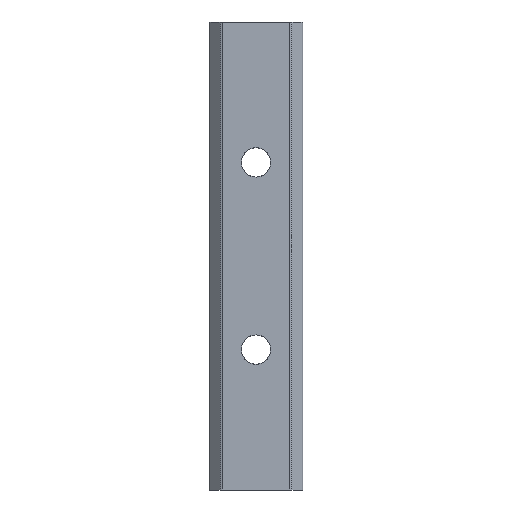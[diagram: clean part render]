
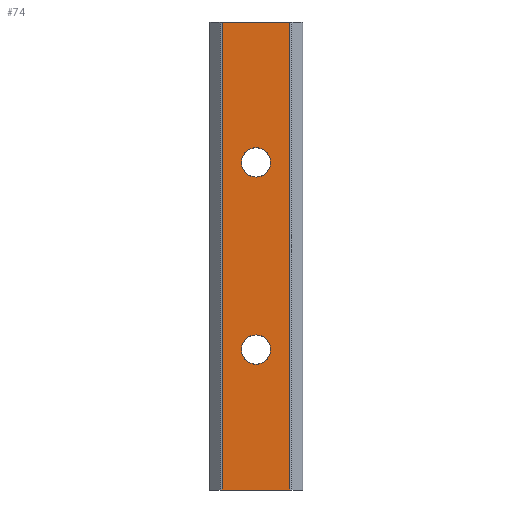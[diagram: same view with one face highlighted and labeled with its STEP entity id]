
A CAD part, front view. The second image highlights one B-rep face of the part: STEP entity #74.
In plain terms, the highlighted planar face has unit normal (0, -1, 0).
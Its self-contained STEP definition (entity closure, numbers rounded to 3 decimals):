
#1 = VERTEX_POINT ( 'NONE', #981 ) ;
#7 = LINE ( 'NONE', #538, #132 ) ;
#29 = DIRECTION ( 'NONE',  ( 0., 1., 0. ) ) ;
#30 = CIRCLE ( 'NONE', #884, 1.25 ) ;
#59 = PLANE ( 'NONE',  #1644 ) ;
#64 = CARTESIAN_POINT ( 'NONE',  ( 0., -4., -16. ) ) ;
#74 = ADVANCED_FACE ( 'NONE', ( #843, #906, #1066 ), #59, .F. ) ;
#93 = DIRECTION ( 'NONE',  ( 0., 1., 0. ) ) ;
#116 = CARTESIAN_POINT ( 'NONE',  ( 0., -4., -14.75 ) ) ;
#132 = VECTOR ( 'NONE', #1053, 1000. ) ;
#136 = LINE ( 'NONE', #1369, #357 ) ;
#143 = CARTESIAN_POINT ( 'NONE',  ( 0., -4., 0. ) ) ;
#150 = DIRECTION ( 'NONE',  ( 0., 0., 1. ) ) ;
#158 = EDGE_CURVE ( 'NONE', #234, #1298, #926, .T. ) ;
#159 = VERTEX_POINT ( 'NONE', #475 ) ;
#162 = DIRECTION ( 'NONE',  ( 1., 0., 0. ) ) ;
#175 = DIRECTION ( 'NONE',  ( 0., 1., 0. ) ) ;
#229 = ORIENTED_EDGE ( 'NONE', *, *, #1373, .T. ) ;
#234 = VERTEX_POINT ( 'NONE', #116 ) ;
#342 = EDGE_CURVE ( 'NONE', #1476, #1704, #136, .T. ) ;
#357 = VECTOR ( 'NONE', #1639, 1000. ) ;
#359 = CARTESIAN_POINT ( 'NONE',  ( 0., -4., -16. ) ) ;
#475 = CARTESIAN_POINT ( 'NONE',  ( 2.896, -4., 12. ) ) ;
#498 = DIRECTION ( 'NONE',  ( 0., 0., 1. ) ) ;
#499 = EDGE_LOOP ( 'NONE', ( #687, #747 ) ) ;
#506 = EDGE_LOOP ( 'NONE', ( #609, #1578, #1064, #1269 ) ) ;
#538 = CARTESIAN_POINT ( 'NONE',  ( 2.896, -4., 28. ) ) ;
#545 = LINE ( 'NONE', #985, #1695 ) ;
#609 = ORIENTED_EDGE ( 'NONE', *, *, #1253, .T. ) ;
#610 = DIRECTION ( 'NONE',  ( 0., 0., -1. ) ) ;
#613 = EDGE_CURVE ( 'NONE', #1516, #1476, #1321, .T. ) ;
#627 = DIRECTION ( 'NONE',  ( 0., 0., 1. ) ) ;
#687 = ORIENTED_EDGE ( 'NONE', *, *, #158, .T. ) ;
#699 = AXIS2_PLACEMENT_3D ( 'NONE', #64, #1155, #627 ) ;
#710 = EDGE_CURVE ( 'NONE', #1298, #234, #30, .T. ) ;
#711 = DIRECTION ( 'NONE',  ( 0., 0., 1. ) ) ;
#747 = ORIENTED_EDGE ( 'NONE', *, *, #710, .T. ) ;
#750 = CARTESIAN_POINT ( 'NONE',  ( -2.896, -4., 12. ) ) ;
#754 = CIRCLE ( 'NONE', #1076, 1.25 ) ;
#821 = CARTESIAN_POINT ( 'NONE',  ( 0., -4., -17.25 ) ) ;
#831 = DIRECTION ( 'NONE',  ( 0., 1., 0. ) ) ;
#837 = CIRCLE ( 'NONE', #1102, 1.25 ) ;
#843 = FACE_BOUND ( 'NONE', #499, .T. ) ;
#884 = AXIS2_PLACEMENT_3D ( 'NONE', #359, #93, #498 ) ;
#906 = FACE_OUTER_BOUND ( 'NONE', #506, .T. ) ;
#925 = EDGE_LOOP ( 'NONE', ( #229, #1402 ) ) ;
#926 = CIRCLE ( 'NONE', #699, 1.25 ) ;
#981 = CARTESIAN_POINT ( 'NONE',  ( 0., -4., -1.25 ) ) ;
#985 = CARTESIAN_POINT ( 'NONE',  ( -4., -4., 12. ) ) ;
#1000 = EDGE_CURVE ( 'NONE', #1, #1224, #754, .T. ) ;
#1039 = CARTESIAN_POINT ( 'NONE',  ( 0., -4., 1.25 ) ) ;
#1053 = DIRECTION ( 'NONE',  ( 0., 0., 1. ) ) ;
#1064 = ORIENTED_EDGE ( 'NONE', *, *, #613, .T. ) ;
#1066 = FACE_BOUND ( 'NONE', #925, .T. ) ;
#1076 = AXIS2_PLACEMENT_3D ( 'NONE', #143, #29, #150 ) ;
#1102 = AXIS2_PLACEMENT_3D ( 'NONE', #1257, #831, #711 ) ;
#1155 = DIRECTION ( 'NONE',  ( 0., 1., 0. ) ) ;
#1224 = VERTEX_POINT ( 'NONE', #1039 ) ;
#1253 = EDGE_CURVE ( 'NONE', #1704, #159, #7, .T. ) ;
#1257 = CARTESIAN_POINT ( 'NONE',  ( 0., -4., 0. ) ) ;
#1269 = ORIENTED_EDGE ( 'NONE', *, *, #342, .T. ) ;
#1286 = DIRECTION ( 'NONE',  ( 0., 0., 1. ) ) ;
#1298 = VERTEX_POINT ( 'NONE', #821 ) ;
#1321 = LINE ( 'NONE', #1688, #1343 ) ;
#1342 = EDGE_CURVE ( 'NONE', #1516, #159, #545, .T. ) ;
#1343 = VECTOR ( 'NONE', #610, 1000. ) ;
#1369 = CARTESIAN_POINT ( 'NONE',  ( -4., -4., -28. ) ) ;
#1373 = EDGE_CURVE ( 'NONE', #1224, #1, #837, .T. ) ;
#1402 = ORIENTED_EDGE ( 'NONE', *, *, #1000, .T. ) ;
#1476 = VERTEX_POINT ( 'NONE', #1694 ) ;
#1516 = VERTEX_POINT ( 'NONE', #750 ) ;
#1548 = CARTESIAN_POINT ( 'NONE',  ( -4., -4., 12. ) ) ;
#1578 = ORIENTED_EDGE ( 'NONE', *, *, #1342, .F. ) ;
#1639 = DIRECTION ( 'NONE',  ( 1., 0., 0. ) ) ;
#1644 = AXIS2_PLACEMENT_3D ( 'NONE', #1548, #175, #1286 ) ;
#1688 = CARTESIAN_POINT ( 'NONE',  ( -2.896, -4., -28. ) ) ;
#1694 = CARTESIAN_POINT ( 'NONE',  ( -2.896, -4., -28. ) ) ;
#1695 = VECTOR ( 'NONE', #162, 1000. ) ;
#1704 = VERTEX_POINT ( 'NONE', #1744 ) ;
#1744 = CARTESIAN_POINT ( 'NONE',  ( 2.896, -4., -28. ) ) ;
